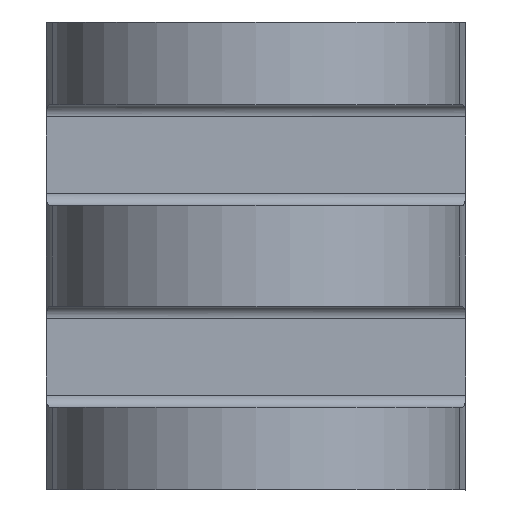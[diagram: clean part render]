
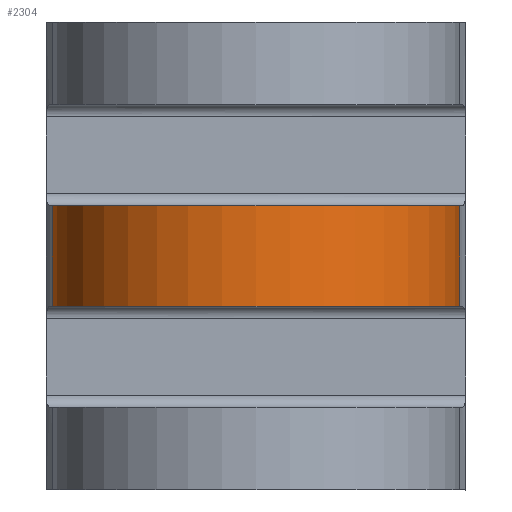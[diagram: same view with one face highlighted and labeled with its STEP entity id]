
A CAD part, left-side view. The second image highlights one B-rep face of the part: STEP entity #2304.
In plain terms, the highlighted cylindrical face has radius 17 mm (diameter 34 mm), a partial arc.
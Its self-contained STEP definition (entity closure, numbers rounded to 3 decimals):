
#95=CYLINDRICAL_SURFACE('',#2585,17.);
#191=LINE('',#3793,#374);
#194=LINE('',#3803,#377);
#374=VECTOR('',#2971,10.);
#377=VECTOR('',#2984,10.);
#614=FACE_OUTER_BOUND('',#767,.T.);
#767=EDGE_LOOP('',(#2122,#2123,#2124,#2125));
#908=CIRCLE('',#2579,17.);
#910=CIRCLE('',#2583,17.);
#1077=VERTEX_POINT('',#3790);
#1078=VERTEX_POINT('',#3792);
#1079=VERTEX_POINT('',#3799);
#1080=VERTEX_POINT('',#3801);
#1335=EDGE_CURVE('',#1077,#1078,#191,.T.);
#1341=EDGE_CURVE('',#1079,#1080,#194,.T.);
#1461=EDGE_CURVE('',#1078,#1080,#908,.T.);
#1463=EDGE_CURVE('',#1079,#1077,#910,.T.);
#2122=ORIENTED_EDGE('',*,*,#1463,.F.);
#2123=ORIENTED_EDGE('',*,*,#1341,.T.);
#2124=ORIENTED_EDGE('',*,*,#1461,.F.);
#2125=ORIENTED_EDGE('',*,*,#1335,.F.);
#2304=ADVANCED_FACE('',(#614),#95,.T.);
#2579=AXIS2_PLACEMENT_3D('',#4049,#3290,#3291);
#2583=AXIS2_PLACEMENT_3D('',#4053,#3298,#3299);
#2585=AXIS2_PLACEMENT_3D('',#4055,#3302,#3303);
#2971=DIRECTION('',(0.,0.,-1.));
#2984=DIRECTION('',(0.,0.,-1.));
#3290=DIRECTION('center_axis',(0.,0.,
-1.));
#3291=DIRECTION('ref_axis',(1.,0.,0.));
#3298=DIRECTION('center_axis',(0.,0.,
1.));
#3299=DIRECTION('ref_axis',(1.,0.,0.));
#3302=DIRECTION('center_axis',(0.,0.,
-1.));
#3303=DIRECTION('ref_axis',(-1.,0.,0.));
#3790=CARTESIAN_POINT('',(244.292,300.693,-198.17));
#3792=CARTESIAN_POINT('',(244.292,300.693,-206.57));
#3793=CARTESIAN_POINT('',(244.292,300.693,-198.17));
#3799=CARTESIAN_POINT('',(244.292,333.307,-198.17));
#3801=CARTESIAN_POINT('',(244.292,333.307,-206.57));
#3803=CARTESIAN_POINT('',(244.292,333.307,-198.17));
#4049=CARTESIAN_POINT('Origin',(239.487,317.,-206.57));
#4053=CARTESIAN_POINT('Origin',(239.487,317.,-198.17));
#4055=CARTESIAN_POINT('Origin',(239.487,317.,-198.17));
